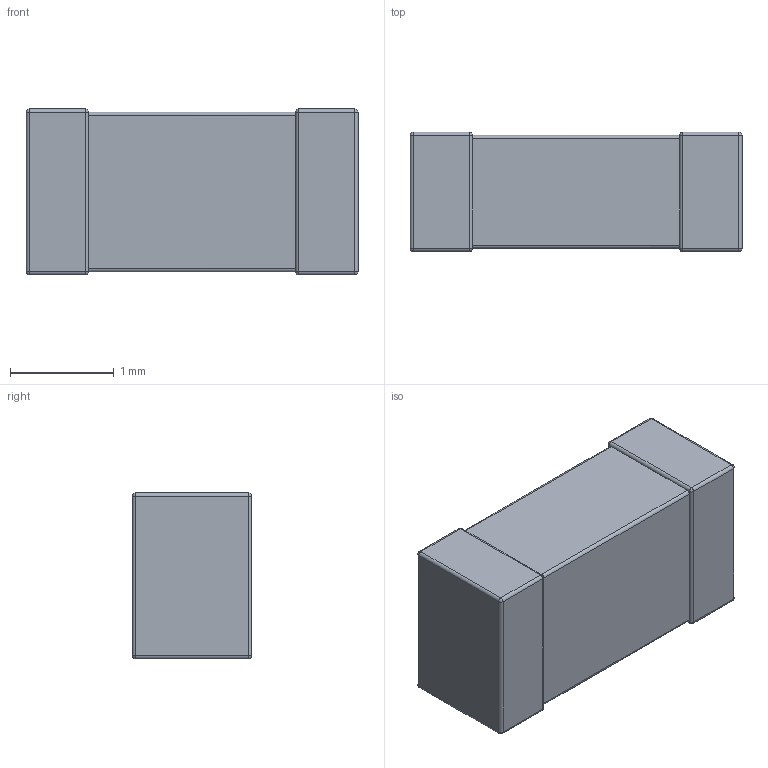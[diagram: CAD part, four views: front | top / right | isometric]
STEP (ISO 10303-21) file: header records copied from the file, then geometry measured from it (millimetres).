
FILE_DESCRIPTION (( 'STEP AP214' ), '1' );
FILE_NAME ('C1206J.STEP', '2021-04-28T01:47:34', ( 'Lukyanov A' ), ( '' ), 'SwSTEP 2.0', 'SolidWorks 2015', '' );
FILE_SCHEMA (( 'AUTOMOTIVE_DESIGN' ));
Length unit declared in the file: millimetre
Products named in the file (1): C1206J
Bounding box: 3.2 x 1.15 x 1.6 mm (x, y, z)
Volume: 5.6 mm3; surface area: 20.7 mm2
Topology: 1 solids, 1 shells, 62 faces, 148 edges, 72 vertices
Faces by surface type: cylinder 32, sphere 16, plane 14
Entity records: 1854 total; most frequent: CARTESIAN_POINT 435, DIRECTION 282, ORIENTED_EDGE 264, EDGE_CURVE 132, AXIS2_PLACEMENT_3D 111, VERTEX_POINT 72, EDGE_LOOP 62, ADVANCED_FACE 62
